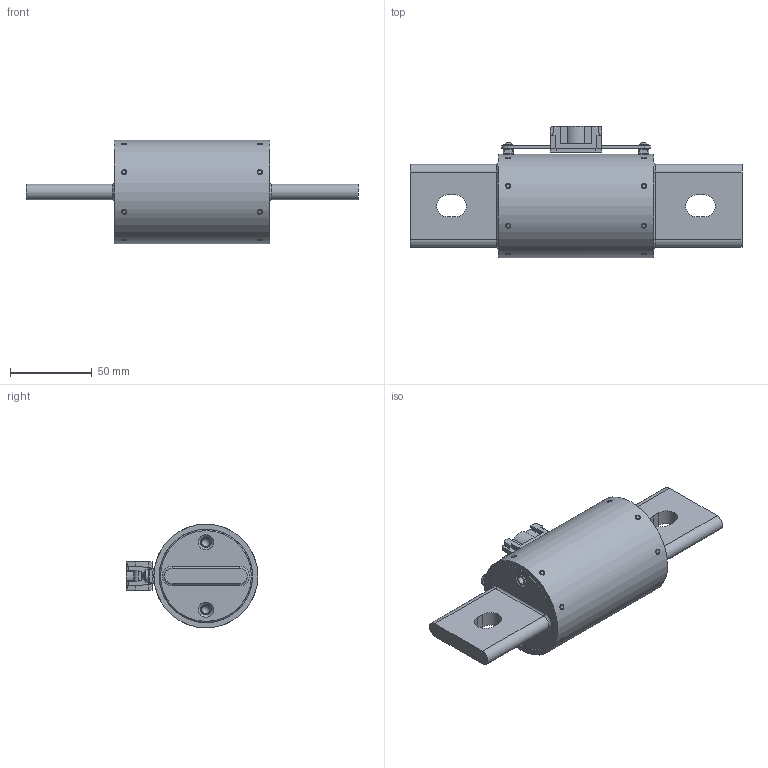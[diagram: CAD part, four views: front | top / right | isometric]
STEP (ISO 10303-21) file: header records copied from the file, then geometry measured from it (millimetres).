
FILE_DESCRIPTION (( 'STEP AP214' ), '1' );
FILE_NAME ('702196rev-.STEP', '2017-09-11T17:00:12', ( '' ), ( '' ), 'SwSTEP 2.0', 'SolidWorks 2016', '' );
FILE_SCHEMA (( 'AUTOMOTIVE_DESIGN' ));
Length unit declared in the file: inch
Products named in the file (1): 702196rev-
Bounding box: 203.2 x 80.54 x 63.5 mm (x, y, z)
Volume: 165193.5 mm3; surface area: 77736.9 mm2
Topology: 34 solids, 34 shells, 2172 faces, 6292 edges, 4236 vertices
Faces by surface type: plane 788, cylinder 759, sphere 314, bspline 207, cone 85, torus 19
Full cylindrical faces by diameter (mm): 1.27 x1, 2.057 x1, 2.578 x2, 3.175 x18, 3.228 x32, 4.318 x2, 5.207 x4, 5.563 x2, 6.35 x4, 6.477 x4, 9.271 x1, 57.074 x2, 57.15 x1, 63.5 x1
Entity records: 129016 total; most frequent: CARTESIAN_POINT 49501, ORIENTED_EDGE 12084, DIRECTION 8561, EDGE_CURVE 6042, VERTEX_POINT 4158, AXIS2_PLACEMENT_3D 3307, EDGE_LOOP 2452, FACE_OUTER_BOUND 2256
